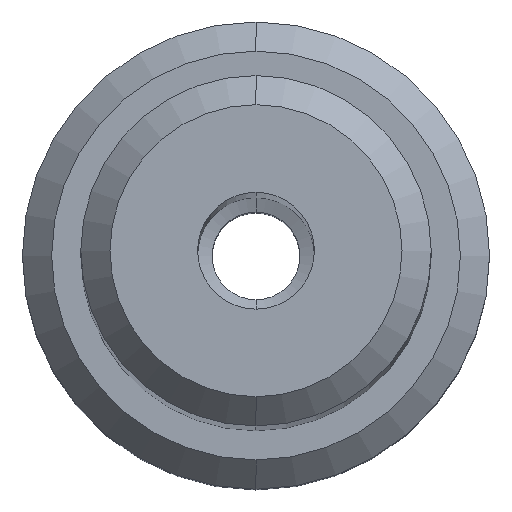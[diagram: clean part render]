
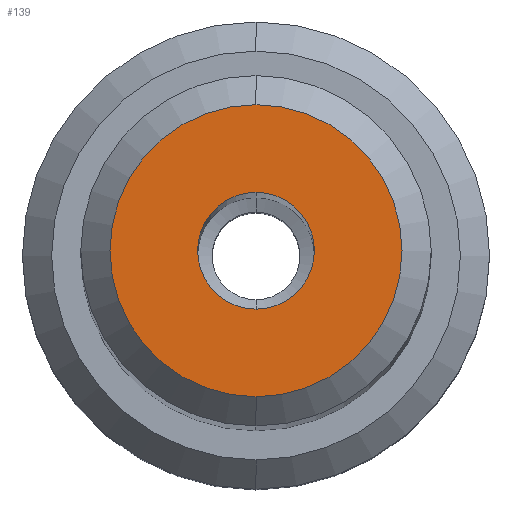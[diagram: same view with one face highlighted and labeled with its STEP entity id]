
A CAD part, top view. The second image highlights one B-rep face of the part: STEP entity #139.
In plain terms, the highlighted planar face has unit normal (0, 0, 1).
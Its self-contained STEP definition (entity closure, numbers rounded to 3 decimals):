
#139=ADVANCED_FACE('NONE',(#358,#359),#360,.F.);
#181=VERTEX_POINT('NONE',#408);
#213=EDGE_CURVE('NONE',#285,#251,#445,.T.);
#217=EDGE_CURVE('NONE',#251,#285,#449,.T.);
#221=VERTEX_POINT('NONE',#453);
#245=EDGE_CURVE('NONE',#181,#221,#481,.T.);
#251=VERTEX_POINT('NONE',#488);
#253=EDGE_CURVE('NONE',#221,#181,#490,.T.);
#285=VERTEX_POINT('NONE',#527);
#358=FACE_OUTER_BOUND('',#599,.T.);
#359=FACE_BOUND('',#600,.T.);
#360=PLANE('',#601);
#408=CARTESIAN_POINT('',(0.0,2.0,112.0));
#445=CIRCLE('',#713,5.);
#449=CIRCLE('',#719,5.);
#453=CARTESIAN_POINT('',(0.,-2.0,112.0));
#481=CIRCLE('',#762,2.0);
#488=CARTESIAN_POINT('',(0.0,-5.,112.0));
#490=CIRCLE('',#773,2.0);
#527=CARTESIAN_POINT('',(0.,5.,112.0));
#599=EDGE_LOOP('',(#900,#901));
#600=EDGE_LOOP('',(#902,#903));
#601=AXIS2_PLACEMENT_3D('',#904,#905,#906);
#713=AXIS2_PLACEMENT_3D('',#1017,#1018,#1019);
#719=AXIS2_PLACEMENT_3D('',#1023,#1024,#1025);
#762=AXIS2_PLACEMENT_3D('',#1055,#1056,#1057);
#773=AXIS2_PLACEMENT_3D('',#1069,#1070,#1071);
#900=ORIENTED_EDGE('',*,*,#217,.T.);
#901=ORIENTED_EDGE('',*,*,#213,.T.);
#902=ORIENTED_EDGE('',*,*,#245,.F.);
#903=ORIENTED_EDGE('',*,*,#253,.F.);
#904=CARTESIAN_POINT('',(-6.,0.0,112.0));
#905=DIRECTION('',(0.0,0.0,-1.0));
#906=DIRECTION('',(-1.0,0.0,0.0));
#1017=CARTESIAN_POINT('',(0.0,0.0,112.0));
#1018=DIRECTION('',(-0.0,0.0,1.0));
#1019=DIRECTION('',(0.0,-1.0,0.0));
#1023=CARTESIAN_POINT('',(0.0,0.0,112.0));
#1024=DIRECTION('',(-0.0,0.0,1.0));
#1025=DIRECTION('',(0.0,-1.0,0.0));
#1055=CARTESIAN_POINT('',(0.0,0.0,112.0));
#1056=DIRECTION('',(0.0,-0.0,1.0));
#1057=DIRECTION('',(0.0,1.0,0.0));
#1069=CARTESIAN_POINT('',(0.0,0.0,112.0));
#1070=DIRECTION('',(0.0,-0.0,1.0));
#1071=DIRECTION('',(0.0,1.0,0.0));
